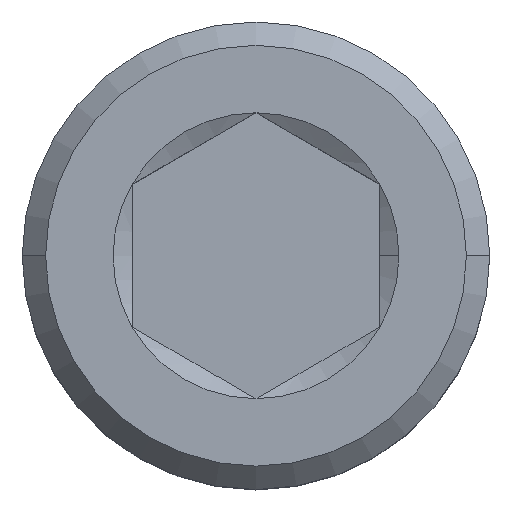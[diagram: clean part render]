
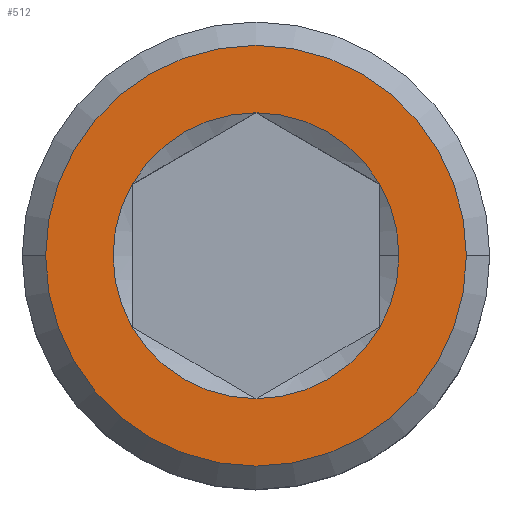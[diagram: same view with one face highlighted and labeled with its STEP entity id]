
A CAD part, top view. The second image highlights one B-rep face of the part: STEP entity #512.
In plain terms, the highlighted planar face has unit normal (0, 0, 1).
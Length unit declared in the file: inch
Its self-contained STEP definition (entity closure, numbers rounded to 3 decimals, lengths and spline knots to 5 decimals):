
#15 = EDGE_CURVE ( 'NONE', #833, #3538, #51, .T. ) ;
#45 = CARTESIAN_POINT ( 'NONE',  ( 0., 0., 0.19275 ) ) ;
#51 = CIRCLE ( 'NONE', #285, 0.03608 ) ;
#58 = ORIENTED_EDGE ( 'NONE', *, *, #521, .F. ) ;
#79 = AXIS2_PLACEMENT_3D ( 'NONE', #2919, #1482, #2168 ) ;
#267 = ORIENTED_EDGE ( 'NONE', *, *, #3705, .T. ) ;
#285 = AXIS2_PLACEMENT_3D ( 'NONE', #686, #1736, #2126 ) ;
#315 = AXIS2_PLACEMENT_3D ( 'NONE', #45, #2505, #1441 ) ;
#363 = ORIENTED_EDGE ( 'NONE', *, *, #3234, .F. ) ;
#512 = ADVANCED_FACE ( 'NONE', ( #1287, #3769 ), #1134, .T. ) ;
#518 = DIRECTION ( 'NONE',  ( 0., 0., 1. ) ) ;
#521 = EDGE_CURVE ( 'NONE', #3766, #4477, #1053, .T. ) ;
#574 = AXIS2_PLACEMENT_3D ( 'NONE', #1804, #3543, #2128 ) ;
#645 = CIRCLE ( 'NONE', #1151, 0.03608 ) ;
#656 = VERTEX_POINT ( 'NONE', #1176 ) ;
#667 = CARTESIAN_POINT ( 'NONE',  ( 0., 0., 0.19275 ) ) ;
#686 = CARTESIAN_POINT ( 'NONE',  ( 0., 0., 0.19275 ) ) ;
#700 = ORIENTED_EDGE ( 'NONE', *, *, #15, .F. ) ;
#833 = VERTEX_POINT ( 'NONE', #3040 ) ;
#844 = ORIENTED_EDGE ( 'NONE', *, *, #4422, .F. ) ;
#896 = DIRECTION ( 'NONE',  ( 0., 0., 1. ) ) ;
#902 = AXIS2_PLACEMENT_3D ( 'NONE', #3077, #518, #1970 ) ;
#986 = AXIS2_PLACEMENT_3D ( 'NONE', #1935, #1963, #3708 ) ;
#1053 = CIRCLE ( 'NONE', #315, 0.03608 ) ;
#1077 = VERTEX_POINT ( 'NONE', #2557 ) ;
#1134 = PLANE ( 'NONE',  #79 ) ;
#1151 = AXIS2_PLACEMENT_3D ( 'NONE', #3618, #1515, #4376 ) ;
#1156 = VERTEX_POINT ( 'NONE', #1569 ) ;
#1176 = CARTESIAN_POINT ( 'NONE',  ( 0., 0.03608, 0.19275 ) ) ;
#1287 = FACE_OUTER_BOUND ( 'NONE', #3840, .T. ) ;
#1333 = AXIS2_PLACEMENT_3D ( 'NONE', #2670, #896, #1590 ) ;
#1433 = CIRCLE ( 'NONE', #986, 0.03608 ) ;
#1441 = DIRECTION ( 'NONE',  ( 1., 0., 0. ) ) ;
#1482 = DIRECTION ( 'NONE',  ( 0., 0., 1. ) ) ;
#1515 = DIRECTION ( 'NONE',  ( 0., 0., 1. ) ) ;
#1569 = CARTESIAN_POINT ( 'NONE',  ( -0.0531, 0., 0.19275 ) ) ;
#1590 = DIRECTION ( 'NONE',  ( 1., 0., 0. ) ) ;
#1706 = CIRCLE ( 'NONE', #2848, 0.03608 ) ;
#1736 = DIRECTION ( 'NONE',  ( 0., 0., 1. ) ) ;
#1804 = CARTESIAN_POINT ( 'NONE',  ( 0., 0., 0.19275 ) ) ;
#1935 = CARTESIAN_POINT ( 'NONE',  ( 0., 0., 0.19275 ) ) ;
#1962 = ORIENTED_EDGE ( 'NONE', *, *, #2950, .F. ) ;
#1963 = DIRECTION ( 'NONE',  ( 0., 0., 1. ) ) ;
#1970 = DIRECTION ( 'NONE',  ( 1., 0., 0. ) ) ;
#2089 = VERTEX_POINT ( 'NONE', #3861 ) ;
#2126 = DIRECTION ( 'NONE',  ( 1., 0., 0. ) ) ;
#2128 = DIRECTION ( 'NONE',  ( 1., 0., 0. ) ) ;
#2134 = CARTESIAN_POINT ( 'NONE',  ( 0.03125, -0.01804, 0.19275 ) ) ;
#2168 = DIRECTION ( 'NONE',  ( 1., 0., 0. ) ) ;
#2381 = DIRECTION ( 'NONE',  ( 1., 0., 0. ) ) ;
#2505 = DIRECTION ( 'NONE',  ( 0., 0., 1. ) ) ;
#2557 = CARTESIAN_POINT ( 'NONE',  ( 0.0531, 0., 0.19275 ) ) ;
#2670 = CARTESIAN_POINT ( 'NONE',  ( 0., 0., 0.19275 ) ) ;
#2681 = DIRECTION ( 'NONE',  ( 0., 0., 1. ) ) ;
#2767 = CIRCLE ( 'NONE', #574, 0.03608 ) ;
#2792 = EDGE_CURVE ( 'NONE', #4477, #656, #1706, .T. ) ;
#2848 = AXIS2_PLACEMENT_3D ( 'NONE', #4125, #2681, #2381 ) ;
#2919 = CARTESIAN_POINT ( 'NONE',  ( 0., 0.059, 0.19275 ) ) ;
#2950 = EDGE_CURVE ( 'NONE', #3538, #3179, #3319, .T. ) ;
#3040 = CARTESIAN_POINT ( 'NONE',  ( -0.03125, -0.01804, 0.19275 ) ) ;
#3077 = CARTESIAN_POINT ( 'NONE',  ( 0., 0., 0.19275 ) ) ;
#3179 = VERTEX_POINT ( 'NONE', #2134 ) ;
#3234 = EDGE_CURVE ( 'NONE', #3179, #3766, #2767, .T. ) ;
#3289 = CARTESIAN_POINT ( 'NONE',  ( 0., -0.03608, 0.19275 ) ) ;
#3319 = CIRCLE ( 'NONE', #3408, 0.03608 ) ;
#3408 = AXIS2_PLACEMENT_3D ( 'NONE', #667, #3490, #3848 ) ;
#3419 = EDGE_LOOP ( 'NONE', ( #3957, #58, #363, #1962, #700, #4356, #844 ) ) ;
#3490 = DIRECTION ( 'NONE',  ( 0., 0., 1. ) ) ;
#3538 = VERTEX_POINT ( 'NONE', #3289 ) ;
#3543 = DIRECTION ( 'NONE',  ( 0., 0., 1. ) ) ;
#3583 = EDGE_CURVE ( 'NONE', #1077, #1156, #4597, .T. ) ;
#3618 = CARTESIAN_POINT ( 'NONE',  ( 0., 0., 0.19275 ) ) ;
#3665 = ORIENTED_EDGE ( 'NONE', *, *, #3583, .T. ) ;
#3705 = EDGE_CURVE ( 'NONE', #1156, #1077, #3758, .T. ) ;
#3708 = DIRECTION ( 'NONE',  ( 1., 0., 0. ) ) ;
#3758 = CIRCLE ( 'NONE', #1333, 0.0531 ) ;
#3766 = VERTEX_POINT ( 'NONE', #3836 ) ;
#3769 = FACE_BOUND ( 'NONE', #3419, .T. ) ;
#3836 = CARTESIAN_POINT ( 'NONE',  ( 0.03608, 0., 0.19275 ) ) ;
#3840 = EDGE_LOOP ( 'NONE', ( #267, #3665 ) ) ;
#3848 = DIRECTION ( 'NONE',  ( 1., 0., 0. ) ) ;
#3861 = CARTESIAN_POINT ( 'NONE',  ( -0.03125, 0.01804, 0.19275 ) ) ;
#3957 = ORIENTED_EDGE ( 'NONE', *, *, #2792, .F. ) ;
#4108 = CARTESIAN_POINT ( 'NONE',  ( 0.03125, 0.01804, 0.19275 ) ) ;
#4125 = CARTESIAN_POINT ( 'NONE',  ( 0., 0., 0.19275 ) ) ;
#4356 = ORIENTED_EDGE ( 'NONE', *, *, #4508, .F. ) ;
#4376 = DIRECTION ( 'NONE',  ( 1., 0., 0. ) ) ;
#4422 = EDGE_CURVE ( 'NONE', #656, #2089, #645, .T. ) ;
#4477 = VERTEX_POINT ( 'NONE', #4108 ) ;
#4508 = EDGE_CURVE ( 'NONE', #2089, #833, #1433, .T. ) ;
#4597 = CIRCLE ( 'NONE', #902, 0.0531 ) ;
